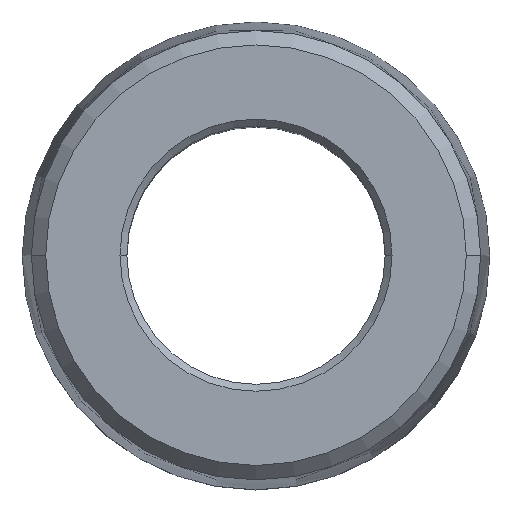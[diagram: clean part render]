
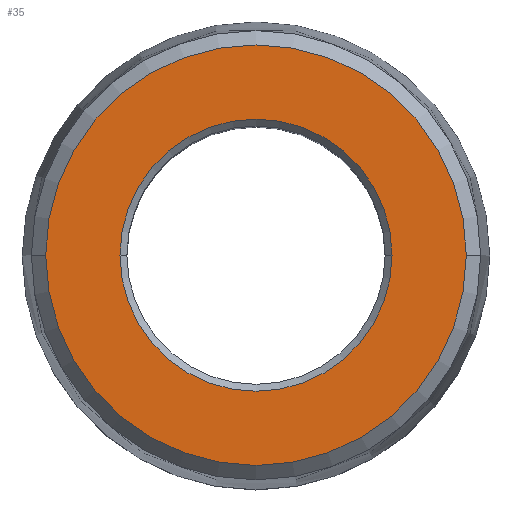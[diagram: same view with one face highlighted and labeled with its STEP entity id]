
A CAD part, top view. The second image highlights one B-rep face of the part: STEP entity #35.
In plain terms, the highlighted planar face has unit normal (0, 0, 1).
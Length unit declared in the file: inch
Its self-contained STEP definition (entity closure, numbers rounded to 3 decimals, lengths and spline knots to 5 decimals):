
#2 = FACE_BOUND ( 'NONE', #55, .T. ) ;
#22 = AXIS2_PLACEMENT_3D ( 'NONE', #470, #45, #389 ) ;
#35 = ADVANCED_FACE ( 'NONE', ( #2, #449 ), #194, .T. ) ;
#36 = AXIS2_PLACEMENT_3D ( 'NONE', #302, #456, #112 ) ;
#42 = ORIENTED_EDGE ( 'NONE', *, *, #206, .T. ) ;
#45 = DIRECTION ( 'NONE',  ( 0., 0., 1. ) ) ;
#55 = EDGE_LOOP ( 'NONE', ( #294, #92 ) ) ;
#85 = CIRCLE ( 'NONE', #471, 0.37783 ) ;
#88 = AXIS2_PLACEMENT_3D ( 'NONE', #501, #495, #376 ) ;
#91 = EDGE_CURVE ( 'NONE', #127, #373, #85, .T. ) ;
#92 = ORIENTED_EDGE ( 'NONE', *, *, #98, .T. ) ;
#98 = EDGE_CURVE ( 'NONE', #352, #222, #255, .T. ) ;
#112 = DIRECTION ( 'NONE',  ( 1., 0., 0. ) ) ;
#114 = AXIS2_PLACEMENT_3D ( 'NONE', #121, #339, #459 ) ;
#121 = CARTESIAN_POINT ( 'NONE',  ( 0., 0., 1.125 ) ) ;
#127 = VERTEX_POINT ( 'NONE', #271 ) ;
#174 = EDGE_CURVE ( 'NONE', #222, #352, #266, .T. ) ;
#192 = DIRECTION ( 'NONE',  ( 1., 0., 0. ) ) ;
#194 = PLANE ( 'NONE',  #114 ) ;
#206 = EDGE_CURVE ( 'NONE', #373, #127, #333, .T. ) ;
#222 = VERTEX_POINT ( 'NONE', #321 ) ;
#255 = CIRCLE ( 'NONE', #88, 0.2445 ) ;
#266 = CIRCLE ( 'NONE', #36, 0.2445 ) ;
#271 = CARTESIAN_POINT ( 'NONE',  ( -0.37783, 0., 1.125 ) ) ;
#290 = CARTESIAN_POINT ( 'NONE',  ( -0.2445, 0., 1.125 ) ) ;
#294 = ORIENTED_EDGE ( 'NONE', *, *, #174, .T. ) ;
#302 = CARTESIAN_POINT ( 'NONE',  ( 0., 0., 1.125 ) ) ;
#321 = CARTESIAN_POINT ( 'NONE',  ( 0.2445, 0., 1.125 ) ) ;
#322 = ORIENTED_EDGE ( 'NONE', *, *, #91, .T. ) ;
#333 = CIRCLE ( 'NONE', #22, 0.37783 ) ;
#339 = DIRECTION ( 'NONE',  ( 0., 0., 1. ) ) ;
#352 = VERTEX_POINT ( 'NONE', #290 ) ;
#373 = VERTEX_POINT ( 'NONE', #479 ) ;
#376 = DIRECTION ( 'NONE',  ( 1., 0., 0. ) ) ;
#388 = EDGE_LOOP ( 'NONE', ( #322, #42 ) ) ;
#389 = DIRECTION ( 'NONE',  ( 1., 0., 0. ) ) ;
#418 = DIRECTION ( 'NONE',  ( 0., 0., 1. ) ) ;
#420 = CARTESIAN_POINT ( 'NONE',  ( 0., 0., 1.125 ) ) ;
#449 = FACE_OUTER_BOUND ( 'NONE', #388, .T. ) ;
#456 = DIRECTION ( 'NONE',  ( 0., 0., -1. ) ) ;
#459 = DIRECTION ( 'NONE',  ( 1., 0., 0. ) ) ;
#470 = CARTESIAN_POINT ( 'NONE',  ( 0., 0., 1.125 ) ) ;
#471 = AXIS2_PLACEMENT_3D ( 'NONE', #420, #418, #192 ) ;
#479 = CARTESIAN_POINT ( 'NONE',  ( 0.37783, 0., 1.125 ) ) ;
#495 = DIRECTION ( 'NONE',  ( 0., 0., -1. ) ) ;
#501 = CARTESIAN_POINT ( 'NONE',  ( 0., 0., 1.125 ) ) ;
